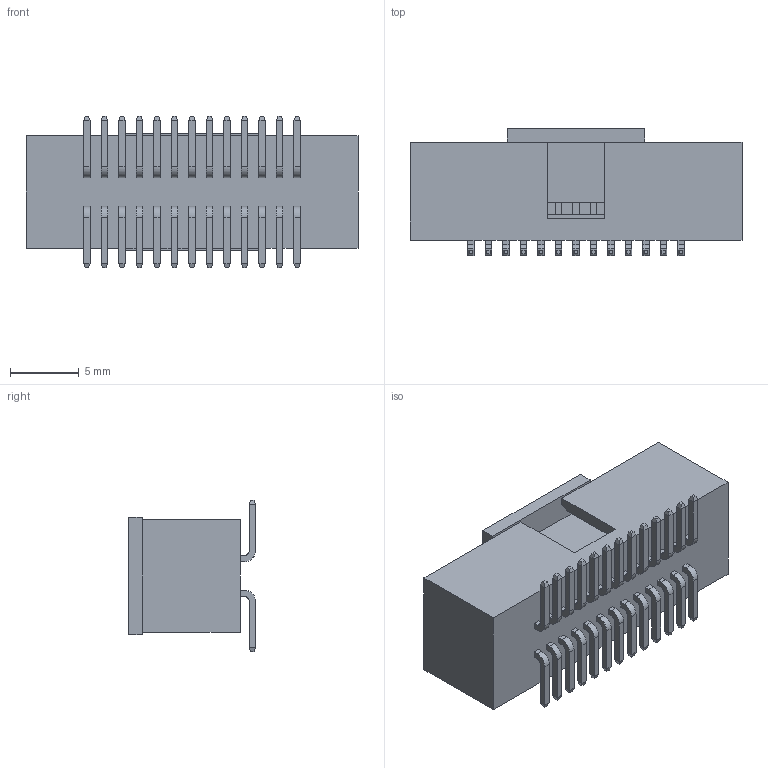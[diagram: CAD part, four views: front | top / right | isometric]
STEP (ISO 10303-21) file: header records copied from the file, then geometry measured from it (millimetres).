
FILE_DESCRIPTION( ('This file contains a STEP AP42 implementation' ,'as created by ZW3D STEP Interface translator.') ,'2;1' );
FILE_NAME( '3143-XXMXXBK00X1.stp' ,'231122.16 224', (''), ('ZWCAD Software Co.'), 'Version 1.0', 'ZW3D to STEP translator', '' );
FILE_SCHEMA(('AUTOMOTIVE_DESIGN { 1 0 10303 214 1 1 1 1 }'));
Length unit declared in the file: millimetre
Products named in the file (3): 0; 3143-26MXXBK00R1; cap3140-g201_3
Assembly tree (1 placements, depth 2):
  0
  3143-26MXXBK00R1
    cap3140-g201_3
Bounding box: 24.06 x 9.2 x 11 mm (x, y, z)
Volume: 869.3 mm3; surface area: 2148.9 mm2
Topology: 2 solids, 28 shells, 867 faces, 2089 edges, 1304 vertices
Faces by surface type: plane 801, cylinder 56, bspline 10
Entity records: 32596 total; most frequent: CARTESIAN_POINT 15273, ORIENTED_EDGE 4178, EDGE_CURVE 2089, DIRECTION 1968, B_SPLINE_CURVE_WITH_KNOTS 1843, VERTEX_POINT 1304, EDGE_LOOP 945, FACE_OUTER_BOUND 867
